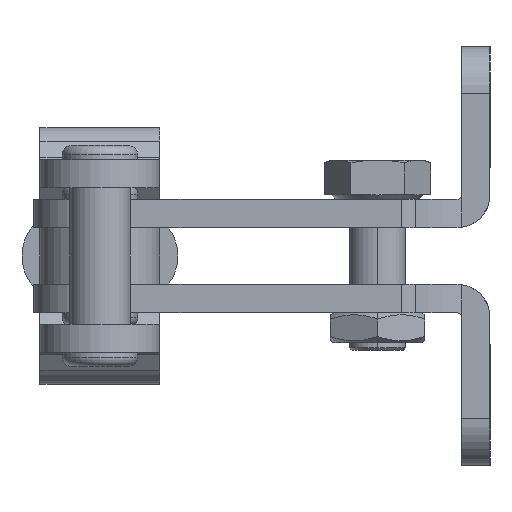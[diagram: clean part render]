
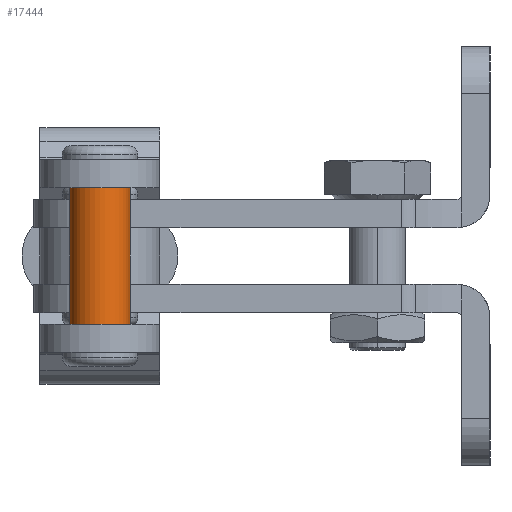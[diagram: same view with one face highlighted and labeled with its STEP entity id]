
A CAD part, left-side view. The second image highlights one B-rep face of the part: STEP entity #17444.
In plain terms, the highlighted cylindrical face has radius 3.2 mm (diameter 6.4 mm), a partial arc.
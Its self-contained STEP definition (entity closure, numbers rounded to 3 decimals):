
#2778 = AXIS2_PLACEMENT_3D ( 'NONE', #3542, #3543, #3544 ) ;
#2779 = AXIS2_PLACEMENT_3D ( 'NONE', #3545, #3546, #3547 ) ;
#2886 = AXIS2_PLACEMENT_3D ( 'NONE', #4265, #4264, #4261 ) ;
#3542 = CARTESIAN_POINT ( 'NONE',  ( 0., 21.9, 0. ) ) ;
#3543 = DIRECTION ( 'NONE',  ( 0., -1., 0. ) ) ;
#3544 = DIRECTION ( 'NONE',  ( 0., 0., -1. ) ) ;
#3545 = CARTESIAN_POINT ( 'NONE',  ( 0., 1.5, 0. ) ) ;
#3546 = DIRECTION ( 'NONE',  ( 0., -1., 0. ) ) ;
#3547 = DIRECTION ( 'NONE',  ( 0., 0., -1. ) ) ;
#4261 = DIRECTION ( 'NONE',  ( 0., 0., -1. ) ) ;
#4264 = DIRECTION ( 'NONE',  ( 0., -1., 0. ) ) ;
#4265 = CARTESIAN_POINT ( 'NONE',  ( 0., 0., 0. ) ) ;
#5785 = VERTEX_POINT ( 'NONE', #18948 ) ;
#5786 = VERTEX_POINT ( 'NONE', #18949 ) ;
#5787 = VERTEX_POINT ( 'NONE', #18950 ) ;
#5798 = VERTEX_POINT ( 'NONE', #18961 ) ;
#6709 = EDGE_LOOP ( 'NONE', ( #16999, #17000, #17001, #17002 ) ) ;
#14576 = EDGE_CURVE ( 'NONE', #5798, #5785, #16295, .T. ) ;
#14578 = EDGE_CURVE ( 'NONE', #5787, #5786, #16297, .T. ) ;
#14585 = EDGE_CURVE ( 'NONE', #5798, #5787, #16310, .T. ) ;
#14586 = EDGE_CURVE ( 'NONE', #5785, #5786, #16311, .T. ) ;
#16295 = LINE ( 'NONE', #20583, #16299 ) ;
#16297 = LINE ( 'NONE', #20588, #16302 ) ;
#16299 = VECTOR ( 'NONE', #20580, 1000. ) ;
#16302 = VECTOR ( 'NONE', #20582, 1000. ) ;
#16310 = CIRCLE ( 'NONE', #2778, 3.2 ) ;
#16311 = CIRCLE ( 'NONE', #2779, 3.2 ) ;
#16587 = FACE_OUTER_BOUND ( 'NONE', #6709, .T. ) ;
#16599 = CYLINDRICAL_SURFACE ( 'NONE', #2886, 3.2 ) ;
#16999 = ORIENTED_EDGE ( 'NONE', *, *, #14576, .F. ) ;
#17000 = ORIENTED_EDGE ( 'NONE', *, *, #14585, .T. ) ;
#17001 = ORIENTED_EDGE ( 'NONE', *, *, #14578, .T. ) ;
#17002 = ORIENTED_EDGE ( 'NONE', *, *, #14586, .F. ) ;
#17444 = ADVANCED_FACE ( 'NONE', ( #16587 ), #16599, .T. ) ;
#18948 = CARTESIAN_POINT ( 'NONE',  ( 0., 1.5, 3.2 ) ) ;
#18949 = CARTESIAN_POINT ( 'NONE',  ( 0., 1.5, -3.2 ) ) ;
#18950 = CARTESIAN_POINT ( 'NONE',  ( 0., 21.9, -3.2 ) ) ;
#18961 = CARTESIAN_POINT ( 'NONE',  ( 0., 21.9, 3.2 ) ) ;
#20580 = DIRECTION ( 'NONE',  ( 0., -1., 0. ) ) ;
#20582 = DIRECTION ( 'NONE',  ( 0., -1., 0. ) ) ;
#20583 = CARTESIAN_POINT ( 'NONE',  ( 0., 0., 3.2 ) ) ;
#20588 = CARTESIAN_POINT ( 'NONE',  ( 0., 0., -3.2 ) ) ;
